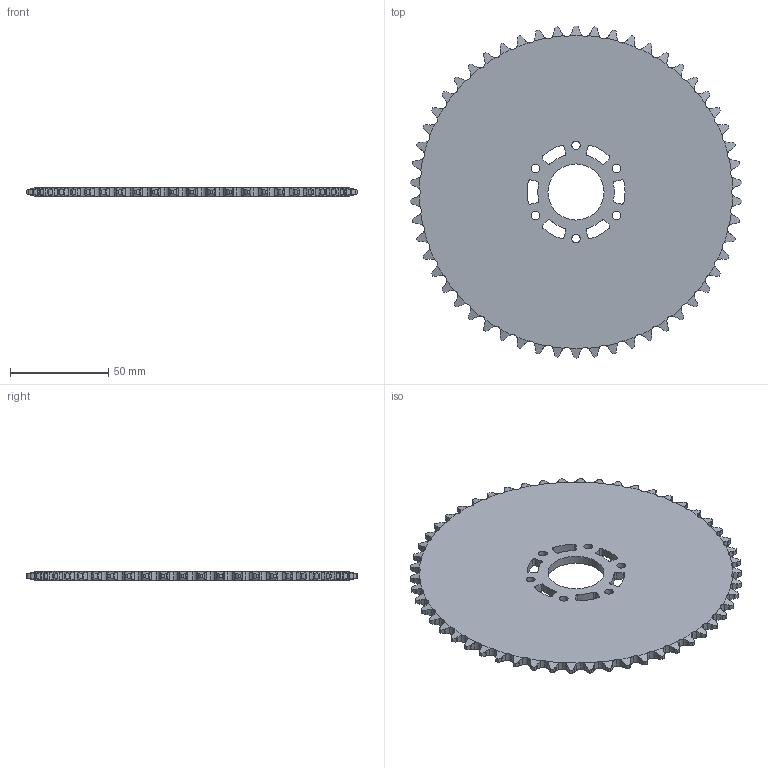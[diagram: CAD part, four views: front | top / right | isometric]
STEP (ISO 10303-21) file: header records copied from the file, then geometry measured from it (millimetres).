
FILE_DESCRIPTION (( 'STEP AP203' ), '1' );
FILE_NAME ('217-2645.20121204.STEP', '2012-12-05T02:07:54', ( 'svradm' ), ( 'Microsoft' ), 'SwSTEP 2.0', 'SolidWorks 2012', '' );
FILE_SCHEMA (( 'CONFIG_CONTROL_DESIGN' ));
Length unit declared in the file: inch
Products named in the file (1): 217-2645.20121204
Bounding box: 169.04 x 169.25 x 4.29 mm (x, y, z)
Volume: 84154.4 mm3; surface area: 43990.2 mm2
Topology: 1 solids, 1 shells, 666 faces, 1992 edges, 1328 vertices
Faces by surface type: cylinder 436, plane 122, cone 108
Entity records: 23911 total; most frequent: CARTESIAN_POINT 7011, ORIENTED_EDGE 3984, DIRECTION 3010, EDGE_CURVE 1992, VERTEX_POINT 1328, AXIS2_PLACEMENT_3D 1215, B_SPLINE_CURVE_WITH_KNOTS 864, EDGE_LOOP 692
